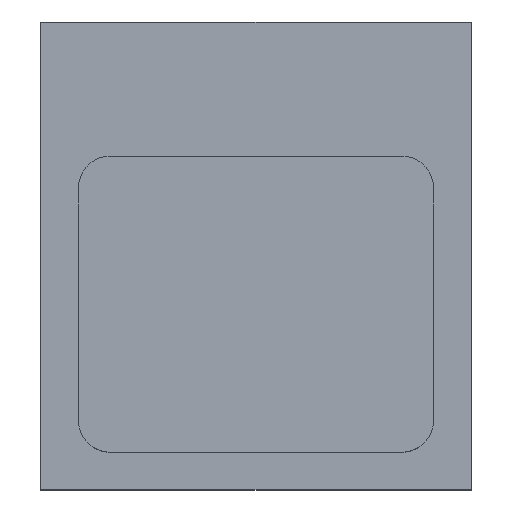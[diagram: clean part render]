
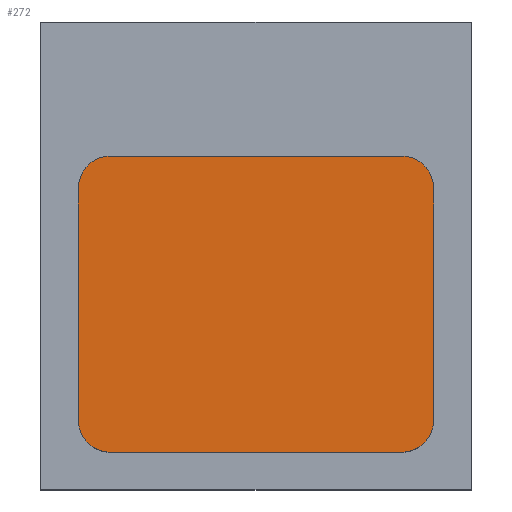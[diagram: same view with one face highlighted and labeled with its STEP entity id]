
A CAD part, top view. The second image highlights one B-rep face of the part: STEP entity #272.
In plain terms, the highlighted planar face has unit normal (0, 0, 1).
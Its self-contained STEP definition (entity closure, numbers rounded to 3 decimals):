
#16=CIRCLE('',#293,1.488);
#18=CIRCLE('',#297,1.488);
#20=CIRCLE('',#301,1.488);
#22=CIRCLE('',#305,1.488);
#42=FACE_OUTER_BOUND('',#58,.T.);
#58=EDGE_LOOP('',(#239,#240,#241,#242,#243,#244,#245,#246));
#71=LINE('',#414,#99);
#76=LINE('',#428,#104);
#80=LINE('',#440,#108);
#84=LINE('',#452,#112);
#99=VECTOR('',#334,10.);
#104=VECTOR('',#347,10.);
#108=VECTOR('',#359,10.);
#112=VECTOR('',#371,10.);
#123=VERTEX_POINT('',#412);
#124=VERTEX_POINT('',#413);
#127=VERTEX_POINT('',#421);
#129=VERTEX_POINT('',#427);
#131=VERTEX_POINT('',#433);
#133=VERTEX_POINT('',#439);
#135=VERTEX_POINT('',#445);
#137=VERTEX_POINT('',#451);
#151=EDGE_CURVE('',#123,#124,#71,.T.);
#155=EDGE_CURVE('',#127,#123,#16,.T.);
#158=EDGE_CURVE('',#129,#127,#76,.T.);
#161=EDGE_CURVE('',#131,#129,#18,.T.);
#164=EDGE_CURVE('',#133,#131,#80,.T.);
#167=EDGE_CURVE('',#135,#133,#20,.T.);
#170=EDGE_CURVE('',#137,#135,#84,.T.);
#173=EDGE_CURVE('',#124,#137,#22,.T.);
#239=ORIENTED_EDGE('',*,*,#151,.T.);
#240=ORIENTED_EDGE('',*,*,#173,.T.);
#241=ORIENTED_EDGE('',*,*,#170,.T.);
#242=ORIENTED_EDGE('',*,*,#167,.T.);
#243=ORIENTED_EDGE('',*,*,#164,.T.);
#244=ORIENTED_EDGE('',*,*,#161,.T.);
#245=ORIENTED_EDGE('',*,*,#158,.T.);
#246=ORIENTED_EDGE('',*,*,#155,.T.);
#257=PLANE('',#309);
#272=ADVANCED_FACE('',(#42),#257,.T.);
#293=AXIS2_PLACEMENT_3D('',#422,#340,#341);
#297=AXIS2_PLACEMENT_3D('',#434,#352,#353);
#301=AXIS2_PLACEMENT_3D('',#446,#364,#365);
#305=AXIS2_PLACEMENT_3D('',#457,#376,#377);
#309=AXIS2_PLACEMENT_3D('',#461,#384,#385);
#334=DIRECTION('',(1.,0.,0.));
#340=DIRECTION('center_axis',(0.,0.,1.));
#341=DIRECTION('ref_axis',(-1.,0.,0.));
#347=DIRECTION('',(0.,-1.,0.));
#352=DIRECTION('center_axis',(0.,0.,1.));
#353=DIRECTION('ref_axis',(0.,1.,0.));
#359=DIRECTION('',(-1.,0.,0.));
#364=DIRECTION('center_axis',(0.,0.,1.));
#365=DIRECTION('ref_axis',(1.,0.,0.));
#371=DIRECTION('',(0.,1.,0.));
#376=DIRECTION('center_axis',(0.,0.,1.));
#377=DIRECTION('ref_axis',(0.,-1.,0.));
#384=DIRECTION('center_axis',(0.,0.,1.));
#385=DIRECTION('ref_axis',(1.,0.,0.));
#412=CARTESIAN_POINT('',(3.338,1.85,3.));
#413=CARTESIAN_POINT('',(16.913,1.85,3.));
#414=CARTESIAN_POINT('',(6.731,1.85,3.));
#421=CARTESIAN_POINT('',(1.85,3.338,3.));
#422=CARTESIAN_POINT('Origin',(3.338,3.338,3.));
#427=CARTESIAN_POINT('',(1.85,14.163,3.));
#428=CARTESIAN_POINT('',(1.85,11.456,3.));
#433=CARTESIAN_POINT('',(3.338,15.65,3.));
#434=CARTESIAN_POINT('Origin',(3.338,14.163,3.));
#439=CARTESIAN_POINT('',(16.913,15.65,3.));
#440=CARTESIAN_POINT('',(13.519,15.65,3.));
#445=CARTESIAN_POINT('',(18.4,14.163,3.));
#446=CARTESIAN_POINT('Origin',(16.913,14.163,3.));
#451=CARTESIAN_POINT('',(18.4,3.338,3.));
#452=CARTESIAN_POINT('',(18.4,6.044,3.));
#457=CARTESIAN_POINT('Origin',(16.913,3.338,3.));
#461=CARTESIAN_POINT('Origin',(10.125,8.75,3.));
